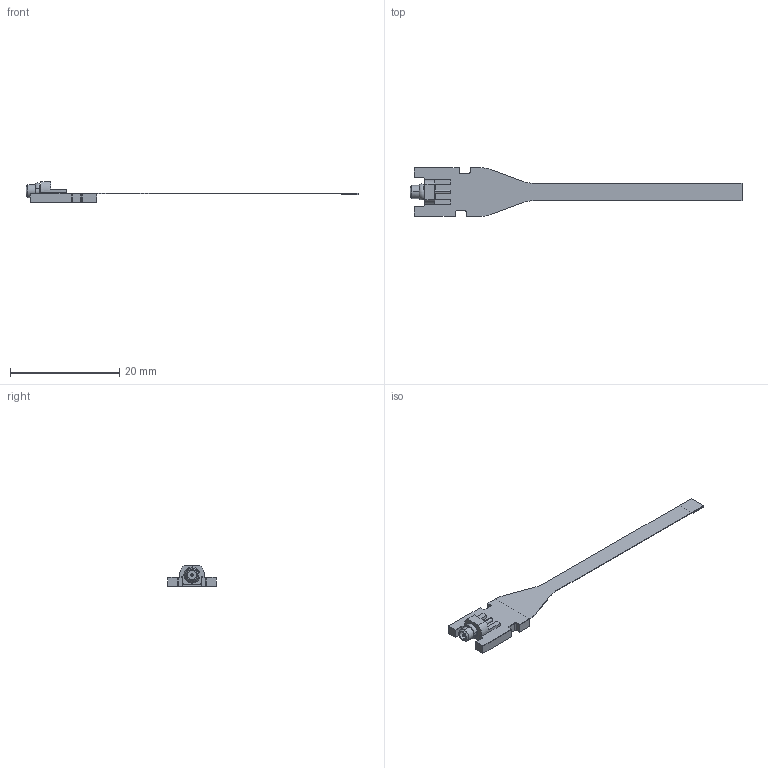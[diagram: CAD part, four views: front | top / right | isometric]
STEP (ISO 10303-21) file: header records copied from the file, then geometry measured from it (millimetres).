
FILE_DESCRIPTION(('FreeCAD Model'),'2;1');
FILE_NAME('Open CASCADE Shape Model','2025-02-16T22:05:01',(''),(''), 'Open CASCADE STEP processor 7.7','FreeCAD','Unknown');
FILE_SCHEMA(('AUTOMOTIVE_DESIGN { 1 0 10303 214 1 1 1 1 }'));
Length unit declared in the file: millimetre
Products named in the file (7): FPC_Standard_60mm_CAD; MOLEX-734150991; 734150991; 0100_COVERSHEET_PCB; Stiffner_FR4_1.6mm; Stiffner_FR4_0.2mm
Assembly tree (6 placements, depth 4):
  FPC_Standard_60mm_CAD
    FPC_Standard_60mm_CAD
      MOLEX-734150991
        734150991
      0100_COVERSHEET_PCB
    Stiffner_FR4_1.6mm
    Stiffner_FR4_0.2mm
Bounding box: 60.79 x 8.9 x 3.84 mm (x, y, z)
Volume: 208.4 mm3; surface area: 941.9 mm2
Topology: 4 solids, 4 shells, 129 faces, 347 edges, 230 vertices
Faces by surface type: plane 95, cylinder 29, cone 4, torus 1
Entity records: 4192 total; most frequent: CARTESIAN_POINT 737, ORIENTED_EDGE 694, DIRECTION 687, EDGE_CURVE 347, LINE 271, VECTOR 271, VERTEX_POINT 230, AXIS2_PLACEMENT_3D 208
